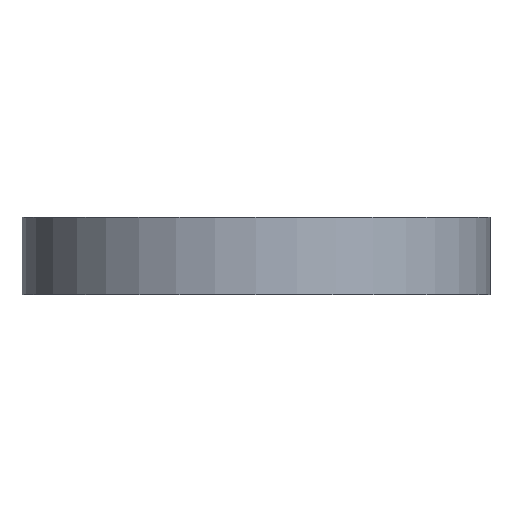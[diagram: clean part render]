
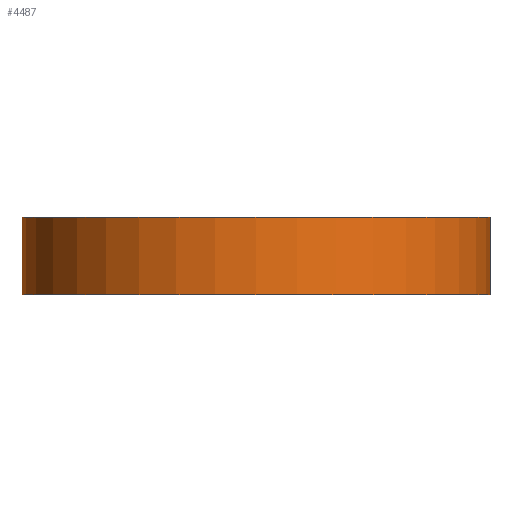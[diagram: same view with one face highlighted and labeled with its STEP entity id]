
A CAD part, front view. The second image highlights one B-rep face of the part: STEP entity #4487.
In plain terms, the highlighted cylindrical face has radius 45.5 mm (diameter 91 mm), a full revolution.
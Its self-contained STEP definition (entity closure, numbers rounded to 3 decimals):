
#740=CYLINDRICAL_SURFACE('',#4977,45.5);
#1943=ORIENTED_EDGE('',*,*,#2425,.T.);
#1944=ORIENTED_EDGE('',*,*,#2666,.T.);
#2425=EDGE_CURVE('',#3147,#3147,#3629,.T.);
#2666=EDGE_CURVE('',#3388,#3388,#3750,.T.);
#3147=VERTEX_POINT('',#5953);
#3388=VERTEX_POINT('',#8116);
#3629=CIRCLE('',#4614,45.5);
#3750=CIRCLE('',#4736,45.5);
#3995=EDGE_LOOP('',(#1943));
#3996=EDGE_LOOP('',(#1944));
#4241=FACE_BOUND('',#3995,.T.);
#4242=FACE_BOUND('',#3996,.T.);
#4487=ADVANCED_FACE('',(#4241,#4242),#740,.T.);
#4614=AXIS2_PLACEMENT_3D('',#5952,#4982,#4983);
#4736=AXIS2_PLACEMENT_3D('',#8115,#5226,#5227);
#4977=AXIS2_PLACEMENT_3D('',#10637,#5948,#5949);
#4982=DIRECTION('',(0.,0.,-1.));
#4983=DIRECTION('',(-1.,0.,0.));
#5226=DIRECTION('',(0.,0.,1.));
#5227=DIRECTION('',(-1.,0.,0.));
#5948=DIRECTION('',(0.,0.,1.));
#5949=DIRECTION('',(-1.,0.,0.));
#5952=CARTESIAN_POINT('',(0.,0.,7.5));
#5953=CARTESIAN_POINT('',(-45.5,0.,7.5));
#8115=CARTESIAN_POINT('',(0.,0.,-7.5));
#8116=CARTESIAN_POINT('',(-45.5,0.,-7.5));
#10637=CARTESIAN_POINT('',(0.,0.,-7.5));
